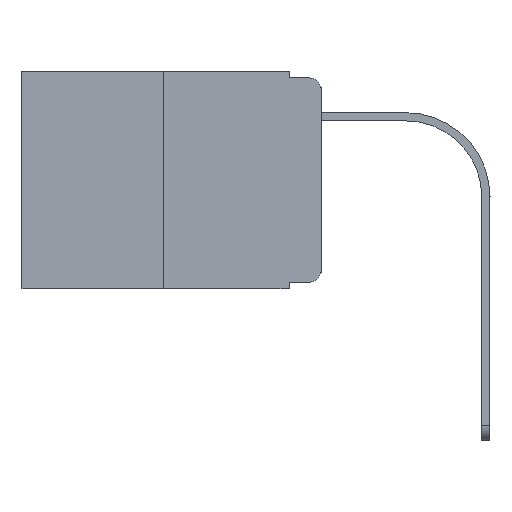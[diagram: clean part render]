
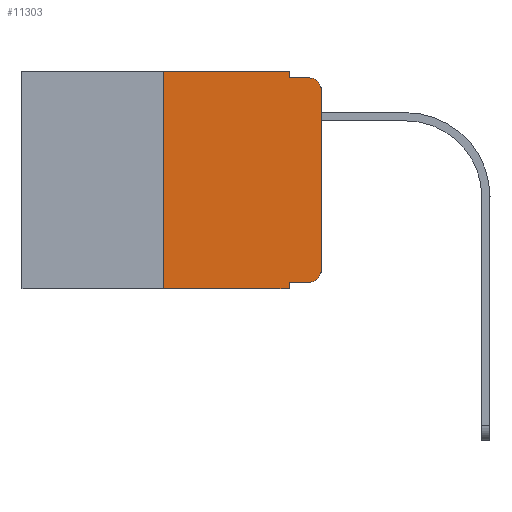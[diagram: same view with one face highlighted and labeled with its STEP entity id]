
A CAD part, left-side view. The second image highlights one B-rep face of the part: STEP entity #11303.
In plain terms, the highlighted planar face has unit normal (-1, 0, 0).
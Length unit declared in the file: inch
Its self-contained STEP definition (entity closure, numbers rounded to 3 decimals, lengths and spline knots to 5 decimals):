
#137 = LINE ( 'NONE', #10038, #9377 ) ;
#287 = VECTOR ( 'NONE', #14315, 39.37008 ) ;
#491 = VECTOR ( 'NONE', #8019, 39.37008 ) ;
#606 = CARTESIAN_POINT ( 'NONE',  ( 0., 0.051, -0.01 ) ) ;
#620 = EDGE_CURVE ( 'NONE', #1647, #15107, #12190, .T. ) ;
#818 = CARTESIAN_POINT ( 'NONE',  ( 0., 0.02, -0.313 ) ) ;
#892 = CARTESIAN_POINT ( 'NONE',  ( 0., 0.02, -0.01 ) ) ;
#1046 = CARTESIAN_POINT ( 'NONE',  ( 0., 0.473, -0.343 ) ) ;
#1124 = DIRECTION ( 'NONE',  ( 0., -1., 0. ) ) ;
#1430 = CARTESIAN_POINT ( 'NONE',  ( 0., 0.02, -0.333 ) ) ;
#1647 = VERTEX_POINT ( 'NONE', #7941 ) ;
#1690 = DIRECTION ( 'NONE',  ( 0., 0., -1. ) ) ;
#2061 = DIRECTION ( 'NONE',  ( 0., 0., -1. ) ) ;
#2239 = EDGE_CURVE ( 'NONE', #3418, #15107, #12415, .T. ) ;
#2429 = DIRECTION ( 'NONE',  ( 0., 0., -1. ) ) ;
#3186 = CARTESIAN_POINT ( 'NONE',  ( 0., 0.02, -0.03 ) ) ;
#3418 = VERTEX_POINT ( 'NONE', #10486 ) ;
#3529 = LINE ( 'NONE', #14584, #14911 ) ;
#3660 = VERTEX_POINT ( 'NONE', #9932 ) ;
#3879 = VERTEX_POINT ( 'NONE', #1430 ) ;
#4629 = EDGE_CURVE ( 'NONE', #1647, #3879, #8820, .T. ) ;
#4720 = ORIENTED_EDGE ( 'NONE', *, *, #4629, .T. ) ;
#5336 = ORIENTED_EDGE ( 'NONE', *, *, #7700, .F. ) ;
#5428 = VECTOR ( 'NONE', #12341, 39.37008 ) ;
#5791 = ORIENTED_EDGE ( 'NONE', *, *, #620, .F. ) ;
#5906 = PLANE ( 'NONE',  #10216 ) ;
#6305 = EDGE_LOOP ( 'NONE', ( #6578, #9006, #14649, #15249, #5336, #14391, #12729, #5791, #4720, #13069 ) ) ;
#6386 = EDGE_CURVE ( 'NONE', #13803, #12222, #11108, .T. ) ;
#6578 = ORIENTED_EDGE ( 'NONE', *, *, #8500, .T. ) ;
#7210 = VERTEX_POINT ( 'NONE', #8910 ) ;
#7459 = EDGE_CURVE ( 'NONE', #3418, #7210, #3529, .T. ) ;
#7700 = EDGE_CURVE ( 'NONE', #7210, #13803, #137, .T. ) ;
#7941 = CARTESIAN_POINT ( 'NONE',  ( 0., 0.051, -0.333 ) ) ;
#8019 = DIRECTION ( 'NONE',  ( 0., 0., 1. ) ) ;
#8077 = DIRECTION ( 'NONE',  ( 0., 0., -1. ) ) ;
#8193 = CARTESIAN_POINT ( 'NONE',  ( 0., 0., 0. ) ) ;
#8500 = EDGE_CURVE ( 'NONE', #3660, #10033, #11730, .T. ) ;
#8702 = VECTOR ( 'NONE', #2061, 39.37008 ) ;
#8725 = CARTESIAN_POINT ( 'NONE',  ( 0., 0.051, 0. ) ) ;
#8804 = DIRECTION ( 'NONE',  ( 0., -1., 0. ) ) ;
#8820 = LINE ( 'NONE', #10129, #9082 ) ;
#8910 = CARTESIAN_POINT ( 'NONE',  ( 0., 0.25, 0. ) ) ;
#9006 = ORIENTED_EDGE ( 'NONE', *, *, #15137, .T. ) ;
#9053 = LINE ( 'NONE', #12759, #287 ) ;
#9082 = VECTOR ( 'NONE', #13840, 39.37008 ) ;
#9377 = VECTOR ( 'NONE', #8804, 39.37008 ) ;
#9730 = VECTOR ( 'NONE', #1124, 39.37008 ) ;
#9932 = CARTESIAN_POINT ( 'NONE',  ( 0., 0., -0.313 ) ) ;
#10033 = VERTEX_POINT ( 'NONE', #15204 ) ;
#10038 = CARTESIAN_POINT ( 'NONE',  ( 0., 0.473, 0. ) ) ;
#10129 = CARTESIAN_POINT ( 'NONE',  ( 0., 0.051, -0.333 ) ) ;
#10216 = AXIS2_PLACEMENT_3D ( 'NONE', #12727, #11487, #2429 ) ;
#10486 = CARTESIAN_POINT ( 'NONE',  ( 0., 0.25, -0.343 ) ) ;
#10850 = FACE_OUTER_BOUND ( 'NONE', #6305, .T. ) ;
#10879 = DIRECTION ( 'NONE',  ( -1., 0., 0. ) ) ;
#11108 = LINE ( 'NONE', #8725, #5428 ) ;
#11303 = ADVANCED_FACE ( 'NONE', ( #10850 ), #5906, .F. ) ;
#11487 = DIRECTION ( 'NONE',  ( 1., 0., 0. ) ) ;
#11730 = LINE ( 'NONE', #8193, #491 ) ;
#12190 = LINE ( 'NONE', #13355, #8702 ) ;
#12222 = VERTEX_POINT ( 'NONE', #606 ) ;
#12341 = DIRECTION ( 'NONE',  ( 0., 0., -1. ) ) ;
#12415 = LINE ( 'NONE', #1046, #9730 ) ;
#12727 = CARTESIAN_POINT ( 'NONE',  ( 0., 0.473, 0. ) ) ;
#12729 = ORIENTED_EDGE ( 'NONE', *, *, #2239, .T. ) ;
#12759 = CARTESIAN_POINT ( 'NONE',  ( 0., 0.051, -0.01 ) ) ;
#12981 = CARTESIAN_POINT ( 'NONE',  ( 0., 0.051, -0.343 ) ) ;
#13061 = EDGE_CURVE ( 'NONE', #3879, #3660, #14122, .T. ) ;
#13069 = ORIENTED_EDGE ( 'NONE', *, *, #13061, .T. ) ;
#13149 = DIRECTION ( 'NONE',  ( -1., 0., 0. ) ) ;
#13221 = VERTEX_POINT ( 'NONE', #892 ) ;
#13355 = CARTESIAN_POINT ( 'NONE',  ( 0., 0.051, 0. ) ) ;
#13432 = DIRECTION ( 'NONE',  ( 0., 0., 1. ) ) ;
#13470 = CIRCLE ( 'NONE', #15837, 0.02 ) ;
#13803 = VERTEX_POINT ( 'NONE', #15361 ) ;
#13840 = DIRECTION ( 'NONE',  ( 0., -1., 0. ) ) ;
#14122 = CIRCLE ( 'NONE', #16230, 0.02 ) ;
#14315 = DIRECTION ( 'NONE',  ( 0., -1., 0. ) ) ;
#14391 = ORIENTED_EDGE ( 'NONE', *, *, #7459, .F. ) ;
#14584 = CARTESIAN_POINT ( 'NONE',  ( 0., 0.25, 0. ) ) ;
#14639 = EDGE_CURVE ( 'NONE', #12222, #13221, #9053, .T. ) ;
#14649 = ORIENTED_EDGE ( 'NONE', *, *, #14639, .F. ) ;
#14911 = VECTOR ( 'NONE', #13432, 39.37008 ) ;
#15107 = VERTEX_POINT ( 'NONE', #12981 ) ;
#15137 = EDGE_CURVE ( 'NONE', #10033, #13221, #13470, .T. ) ;
#15204 = CARTESIAN_POINT ( 'NONE',  ( 0., 0., -0.03 ) ) ;
#15249 = ORIENTED_EDGE ( 'NONE', *, *, #6386, .F. ) ;
#15361 = CARTESIAN_POINT ( 'NONE',  ( 0., 0.051, 0. ) ) ;
#15837 = AXIS2_PLACEMENT_3D ( 'NONE', #3186, #13149, #1690 ) ;
#16230 = AXIS2_PLACEMENT_3D ( 'NONE', #818, #10879, #8077 ) ;
